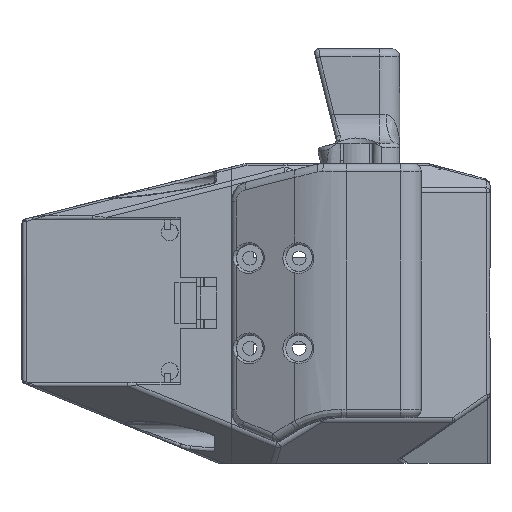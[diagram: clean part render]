
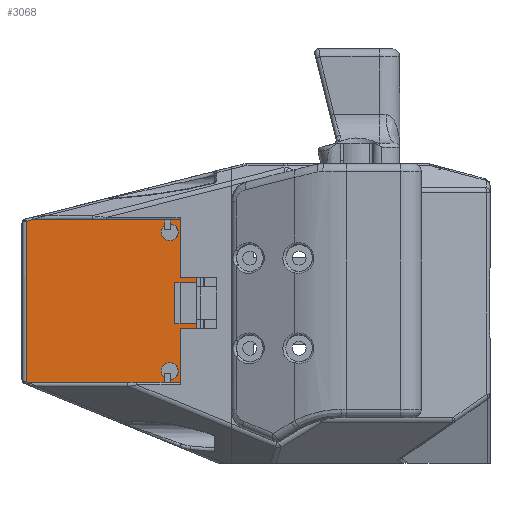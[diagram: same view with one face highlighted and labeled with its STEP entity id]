
A CAD part, left-side view. The second image highlights one B-rep face of the part: STEP entity #3068.
In plain terms, the highlighted planar face has unit normal (-1, 0, 0).
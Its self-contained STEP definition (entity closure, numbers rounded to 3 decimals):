
#3068=ADVANCED_FACE('',(#4767,#4768,#4769),#4042,.T.);
#4042=PLANE('',#23431);
#4767=FACE_BOUND('',#5609,.T.);
#4768=FACE_BOUND('',#5610,.T.);
#4769=FACE_BOUND('',#5611,.T.);
#5609=EDGE_LOOP('',(#10234));
#5610=EDGE_LOOP('',(#10235));
#5611=EDGE_LOOP('',(#10236,#10237,#10238,#10239,#10240,#10241,#10242,#10243,
#10244,#10245,#10246,#10247,#10248,#10249,#10250,#10251));
#6924=CIRCLE('',#23427,2.05);
#6925=CIRCLE('',#23428,2.05);
#6926=CIRCLE('',#23429,0.35);
#6927=CIRCLE('',#23430,0.35);
#10234=ORIENTED_EDGE('',*,*,#17716,.T.);
#10235=ORIENTED_EDGE('',*,*,#17717,.T.);
#10236=ORIENTED_EDGE('',*,*,#17718,.T.);
#10237=ORIENTED_EDGE('',*,*,#17719,.T.);
#10238=ORIENTED_EDGE('',*,*,#17720,.T.);
#10239=ORIENTED_EDGE('',*,*,#17721,.T.);
#10240=ORIENTED_EDGE('',*,*,#17722,.F.);
#10241=ORIENTED_EDGE('',*,*,#17634,.F.);
#10242=ORIENTED_EDGE('',*,*,#17723,.F.);
#10243=ORIENTED_EDGE('',*,*,#17724,.F.);
#10244=ORIENTED_EDGE('',*,*,#17725,.T.);
#10245=ORIENTED_EDGE('',*,*,#17650,.F.);
#10246=ORIENTED_EDGE('',*,*,#17726,.F.);
#10247=ORIENTED_EDGE('',*,*,#17727,.F.);
#10248=ORIENTED_EDGE('',*,*,#17728,.T.);
#10249=ORIENTED_EDGE('',*,*,#17638,.F.);
#10250=ORIENTED_EDGE('',*,*,#17729,.F.);
#10251=ORIENTED_EDGE('',*,*,#17730,.T.);
#15114=VERTEX_POINT('',#36811);
#15115=VERTEX_POINT('',#36813);
#15118=VERTEX_POINT('',#36821);
#15119=VERTEX_POINT('',#36822);
#15127=VERTEX_POINT('',#36841);
#15130=VERTEX_POINT('',#36846);
#15175=VERTEX_POINT('',#36982);
#15176=VERTEX_POINT('',#36984);
#15177=VERTEX_POINT('',#36986);
#15178=VERTEX_POINT('',#36987);
#15179=VERTEX_POINT('',#36989);
#15180=VERTEX_POINT('',#36991);
#15181=VERTEX_POINT('',#36993);
#15182=VERTEX_POINT('',#36996);
#15183=VERTEX_POINT('',#36998);
#15184=VERTEX_POINT('',#37001);
#15185=VERTEX_POINT('',#37003);
#15186=VERTEX_POINT('',#37006);
#17634=EDGE_CURVE('',#15114,#15115,#20161,.T.);
#17638=EDGE_CURVE('',#15118,#15119,#20164,.T.);
#17650=EDGE_CURVE('',#15130,#15127,#20175,.T.);
#17716=EDGE_CURVE('',#15175,#15175,#6924,.T.);
#17717=EDGE_CURVE('',#15176,#15176,#6925,.T.);
#17718=EDGE_CURVE('',#15177,#15178,#20241,.T.);
#17719=EDGE_CURVE('',#15178,#15179,#20242,.T.);
#17720=EDGE_CURVE('',#15179,#15180,#20243,.T.);
#17721=EDGE_CURVE('',#15180,#15181,#6926,.T.);
#17722=EDGE_CURVE('',#15115,#15181,#20244,.T.);
#17723=EDGE_CURVE('',#15182,#15114,#20245,.T.);
#17724=EDGE_CURVE('',#15183,#15182,#20246,.T.);
#17725=EDGE_CURVE('',#15183,#15127,#20247,.T.);
#17726=EDGE_CURVE('',#15184,#15130,#20248,.T.);
#17727=EDGE_CURVE('',#15185,#15184,#20249,.T.);
#17728=EDGE_CURVE('',#15185,#15119,#20250,.T.);
#17729=EDGE_CURVE('',#15186,#15118,#20251,.T.);
#17730=EDGE_CURVE('',#15186,#15177,#6927,.T.);
#20161=LINE('',#36812,#21588);
#20164=LINE('',#36820,#21591);
#20175=LINE('',#36847,#21602);
#20241=LINE('',#36985,#21668);
#20242=LINE('',#36988,#21669);
#20243=LINE('',#36990,#21670);
#20244=LINE('',#36994,#21671);
#20245=LINE('',#36995,#21672);
#20246=LINE('',#36997,#21673);
#20247=LINE('',#36999,#21674);
#20248=LINE('',#37000,#21675);
#20249=LINE('',#37002,#21676);
#20250=LINE('',#37004,#21677);
#20251=LINE('',#37005,#21678);
#21588=VECTOR('',#27296,1.);
#21591=VECTOR('',#27303,1.);
#21602=VECTOR('',#27320,1.);
#21668=VECTOR('',#27438,1.);
#21669=VECTOR('',#27439,1.);
#21670=VECTOR('',#27440,1.);
#21671=VECTOR('',#27443,1.);
#21672=VECTOR('',#27444,1.);
#21673=VECTOR('',#27445,1.);
#21674=VECTOR('',#27446,1.);
#21675=VECTOR('',#27447,1.);
#21676=VECTOR('',#27448,1.);
#21677=VECTOR('',#27449,1.);
#21678=VECTOR('',#27450,1.);
#23427=AXIS2_PLACEMENT_3D('',#36981,#27434,#27435);
#23428=AXIS2_PLACEMENT_3D('',#36983,#27436,#27437);
#23429=AXIS2_PLACEMENT_3D('',#36992,#27441,#27442);
#23430=AXIS2_PLACEMENT_3D('',#37007,#27451,#27452);
#23431=AXIS2_PLACEMENT_3D('',#37008,#27453,#27454);
#27296=DIRECTION('',(0.,0.,-1.));
#27303=DIRECTION('',(0.,0.,-1.));
#27320=DIRECTION('',(0.,0.,-1.));
#27434=DIRECTION('',(1.,0.,0.));
#27435=DIRECTION('',(0.,0.,1.));
#27436=DIRECTION('',(1.,0.,0.));
#27437=DIRECTION('',(0.,0.,1.));
#27438=DIRECTION('',(0.,0.97,-0.245));
#27439=DIRECTION('',(0.,0.,-1.));
#27440=DIRECTION('',(0.,-0.925,-0.38));
#27441=DIRECTION('',(1.,0.,0.));
#27442=DIRECTION('',(0.,0.,1.));
#27443=DIRECTION('',(0.,1.,0.));
#27444=DIRECTION('',(0.,1.,0.));
#27445=DIRECTION('',(0.,0.,-1.));
#27446=DIRECTION('',(0.,1.,0.));
#27447=DIRECTION('',(0.,1.,0.));
#27448=DIRECTION('',(0.,0.,-1.));
#27449=DIRECTION('',(0.,1.,0.));
#27450=DIRECTION('',(0.,-1.,0.));
#27451=DIRECTION('',(1.,0.,0.));
#27452=DIRECTION('',(0.,0.,1.));
#27453=DIRECTION('',(-1.,0.,0.));
#27454=DIRECTION('',(0.,0.,1.));
#36811=CARTESIAN_POINT('',(27.5,59.,-6.2));
#36812=CARTESIAN_POINT('',(27.5,59.,11.5));
#36813=CARTESIAN_POINT('',(27.5,59.,-19.3));
#36820=CARTESIAN_POINT('',(27.5,59.,11.5));
#36821=CARTESIAN_POINT('',(27.5,59.,20.3));
#36822=CARTESIAN_POINT('',(27.5,59.,6.2));
#36841=CARTESIAN_POINT('',(27.5,59.,-5.));
#36846=CARTESIAN_POINT('',(27.5,59.,5.));
#36847=CARTESIAN_POINT('',(27.5,59.,11.5));
#36981=CARTESIAN_POINT('',(27.5,61.5,-16.55));
#36982=CARTESIAN_POINT('',(27.5,61.5,-14.5));
#36983=CARTESIAN_POINT('',(27.5,61.5,17.25));
#36984=CARTESIAN_POINT('',(27.5,61.5,19.3));
#36985=CARTESIAN_POINT('',(27.5,97.353,19.717));
#36986=CARTESIAN_POINT('',(27.5,94.858,20.348));
#36987=CARTESIAN_POINT('',(27.5,96.5,19.933));
#36988=CARTESIAN_POINT('',(27.5,96.5,-18.654));
#36989=CARTESIAN_POINT('',(27.5,96.5,-19.065));
#36990=CARTESIAN_POINT('',(27.5,95.637,-19.419));
#36991=CARTESIAN_POINT('',(27.5,95.864,-19.326));
#36992=CARTESIAN_POINT('',(27.5,95.732,-19.65));
#36993=CARTESIAN_POINT('',(27.5,95.732,-19.3));
#36994=CARTESIAN_POINT('',(27.5,89.5,-19.3));
#36995=CARTESIAN_POINT('',(27.5,70.,-6.2));
#36996=CARTESIAN_POINT('',(27.5,55.1,-6.2));
#36997=CARTESIAN_POINT('',(27.5,55.1,-5.));
#36998=CARTESIAN_POINT('',(27.5,55.1,-5.));
#36999=CARTESIAN_POINT('',(27.5,70.,-5.));
#37000=CARTESIAN_POINT('',(27.5,70.,5.));
#37001=CARTESIAN_POINT('',(27.5,55.1,5.));
#37002=CARTESIAN_POINT('',(27.5,55.1,6.2));
#37003=CARTESIAN_POINT('',(27.5,55.1,6.2));
#37004=CARTESIAN_POINT('',(27.5,70.,6.2));
#37005=CARTESIAN_POINT('',(27.5,89.5,20.3));
#37006=CARTESIAN_POINT('',(27.5,94.682,20.3));
#37007=CARTESIAN_POINT('',(27.5,94.682,20.65));
#37008=CARTESIAN_POINT('',(27.5,89.5,11.5));
